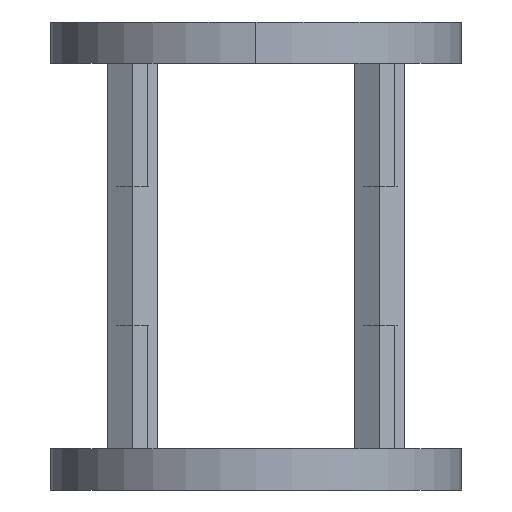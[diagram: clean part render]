
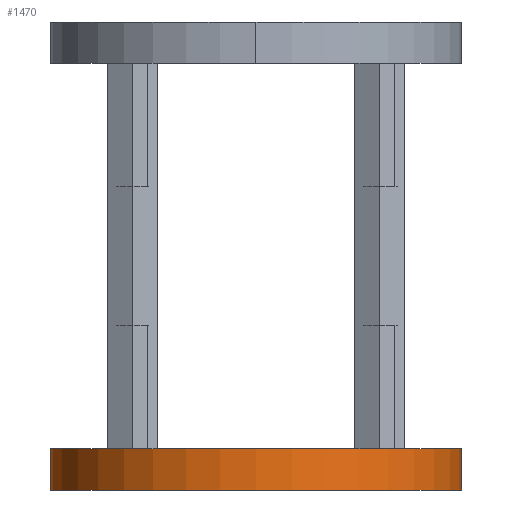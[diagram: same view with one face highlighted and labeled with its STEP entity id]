
A CAD part, left-side view. The second image highlights one B-rep face of the part: STEP entity #1470.
In plain terms, the highlighted cylindrical face has radius 25 mm (diameter 50 mm), a partial arc.
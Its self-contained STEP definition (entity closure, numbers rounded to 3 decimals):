
#42 = FACE_OUTER_BOUND ( 'NONE', #542, .T. ) ;
#97 = ORIENTED_EDGE ( 'NONE', *, *, #1595, .F. ) ;
#162 = CARTESIAN_POINT ( 'NONE',  ( 0., 25., -23.4 ) ) ;
#196 = VERTEX_POINT ( 'NONE', #567 ) ;
#336 = DIRECTION ( 'NONE',  ( 0., 0., 1. ) ) ;
#392 = ORIENTED_EDGE ( 'NONE', *, *, #450, .F. ) ;
#423 = DIRECTION ( 'NONE',  ( 0., 0., 1. ) ) ;
#450 = EDGE_CURVE ( 'NONE', #1639, #196, #600, .T. ) ;
#542 = EDGE_LOOP ( 'NONE', ( #392, #97, #953, #552 ) ) ;
#552 = ORIENTED_EDGE ( 'NONE', *, *, #1121, .T. ) ;
#567 = CARTESIAN_POINT ( 'NONE',  ( 0., -25., -23.4 ) ) ;
#600 = CIRCLE ( 'NONE', #1166, 25. ) ;
#663 = EDGE_CURVE ( 'NONE', #1784, #847, #1463, .T. ) ;
#766 = DIRECTION ( 'NONE',  ( 0., 0., 1. ) ) ;
#775 = LINE ( 'NONE', #1781, #1455 ) ;
#847 = VERTEX_POINT ( 'NONE', #969 ) ;
#859 = CYLINDRICAL_SURFACE ( 'NONE', #1804, 25. ) ;
#938 = LINE ( 'NONE', #1270, #1100 ) ;
#953 = ORIENTED_EDGE ( 'NONE', *, *, #663, .T. ) ;
#969 = CARTESIAN_POINT ( 'NONE',  ( 0., -25., -28.4 ) ) ;
#1046 = DIRECTION ( 'NONE',  ( 1., 0., 0. ) ) ;
#1100 = VECTOR ( 'NONE', #1552, 1000. ) ;
#1121 = EDGE_CURVE ( 'NONE', #847, #196, #775, .T. ) ;
#1166 = AXIS2_PLACEMENT_3D ( 'NONE', #1553, #1668, #1046 ) ;
#1204 = DIRECTION ( 'NONE',  ( 1., 0., 0. ) ) ;
#1270 = CARTESIAN_POINT ( 'NONE',  ( 0., 25., -28.4 ) ) ;
#1360 = CARTESIAN_POINT ( 'NONE',  ( 0., 0., -28.4 ) ) ;
#1433 = CARTESIAN_POINT ( 'NONE',  ( 0., 0., -28.4 ) ) ;
#1455 = VECTOR ( 'NONE', #336, 1000. ) ;
#1463 = CIRCLE ( 'NONE', #1741, 25. ) ;
#1470 = ADVANCED_FACE ( 'NONE', ( #42 ), #859, .T. ) ;
#1552 = DIRECTION ( 'NONE',  ( 0., 0., 1. ) ) ;
#1553 = CARTESIAN_POINT ( 'NONE',  ( 0., 0., -23.4 ) ) ;
#1595 = EDGE_CURVE ( 'NONE', #1784, #1639, #938, .T. ) ;
#1639 = VERTEX_POINT ( 'NONE', #162 ) ;
#1668 = DIRECTION ( 'NONE',  ( 0., 0., 1. ) ) ;
#1729 = DIRECTION ( 'NONE',  ( 1., 0., 0. ) ) ;
#1741 = AXIS2_PLACEMENT_3D ( 'NONE', #1433, #766, #1729 ) ;
#1781 = CARTESIAN_POINT ( 'NONE',  ( 0., -25., -28.4 ) ) ;
#1784 = VERTEX_POINT ( 'NONE', #1955 ) ;
#1804 = AXIS2_PLACEMENT_3D ( 'NONE', #1360, #423, #1204 ) ;
#1955 = CARTESIAN_POINT ( 'NONE',  ( 0., 25., -28.4 ) ) ;
